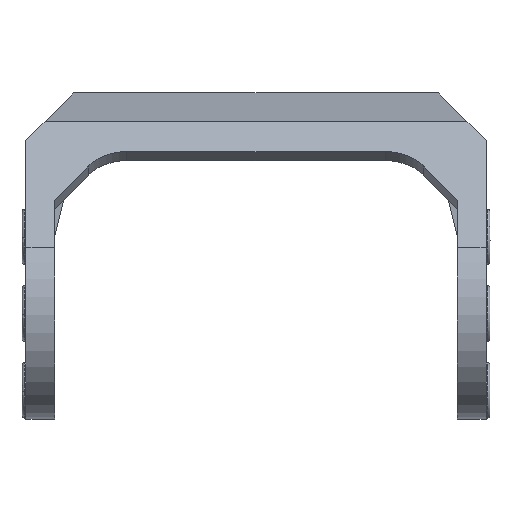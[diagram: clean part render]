
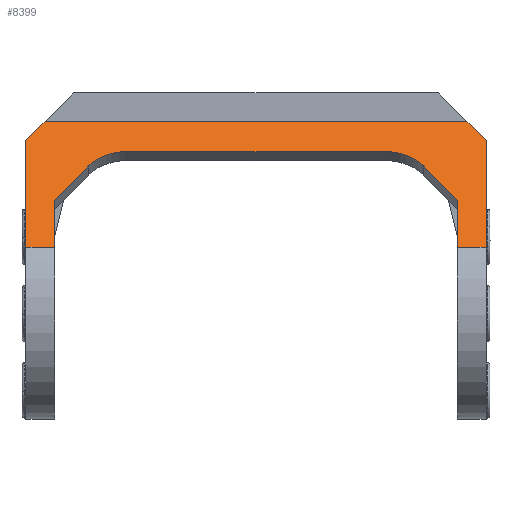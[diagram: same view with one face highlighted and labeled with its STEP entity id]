
A CAD part, front view. The second image highlights one B-rep face of the part: STEP entity #8399.
In plain terms, the highlighted planar face has unit normal (0, -0.778, 0.628).
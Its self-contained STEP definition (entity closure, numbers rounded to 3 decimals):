
#21 = EDGE_CURVE ( 'NONE', #4802, #11006, #12610, .T. ) ;
#508 = DIRECTION ( 'NONE',  ( -0.614, -0.495, -0.614 ) ) ;
#560 = VECTOR ( 'NONE', #14078, 1000. ) ;
#602 = EDGE_CURVE ( 'NONE', #12608, #10425, #8661, .T. ) ;
#854 = VECTOR ( 'NONE', #4968, 1000. ) ;
#917 = LINE ( 'NONE', #4102, #6557 ) ;
#950 = VERTEX_POINT ( 'NONE', #5539 ) ;
#1105 = EDGE_CURVE ( 'NONE', #10088, #12608, #3162, .T. ) ;
#1138 = DIRECTION ( 'NONE',  ( 1., 0., 0. ) ) ;
#1222 = CARTESIAN_POINT ( 'NONE',  ( -24., -0.511, 16.887 ) ) ;
#1333 = CARTESIAN_POINT ( 'NONE',  ( 13.496, -3.651, 12.995 ) ) ;
#1437 = DIRECTION ( 'NONE',  ( 1., 0., 0. ) ) ;
#1496 = CARTESIAN_POINT ( 'NONE',  ( -21., 2., 20. ) ) ;
#1550 = EDGE_CURVE ( 'NONE', #11548, #5936, #9630, .T. ) ;
#1601 = CARTESIAN_POINT ( 'NONE',  ( -22., 2., 20. ) ) ;
#1611 = DIRECTION ( 'NONE',  ( 0., 0.778, -0.628 ) ) ;
#1688 = ORIENTED_EDGE ( 'NONE', *, *, #14000, .T. ) ;
#1693 = ORIENTED_EDGE ( 'NONE', *, *, #2688, .T. ) ;
#1796 = PLANE ( 'NONE',  #11988 ) ;
#1983 = CARTESIAN_POINT ( 'NONE',  ( -21., -4.592, 11.827 ) ) ;
#2015 = DIRECTION ( 'NONE',  ( 0., -0.628, -0.778 ) ) ;
#2186 = ORIENTED_EDGE ( 'NONE', *, *, #1550, .T. ) ;
#2450 = ORIENTED_EDGE ( 'NONE', *, *, #12488, .T. ) ;
#2494 = VECTOR ( 'NONE', #8058, 1000. ) ;
#2688 = EDGE_CURVE ( 'NONE', #3663, #950, #7983, .T. ) ;
#2859 = ORIENTED_EDGE ( 'NONE', *, *, #11833, .T. ) ;
#3155 = CARTESIAN_POINT ( 'NONE',  ( 24., 2., 20. ) ) ;
#3162 = LINE ( 'NONE', #13003, #8855 ) ;
#3173 = DIRECTION ( 'NONE',  ( 0., -0.628, -0.778 ) ) ;
#3370 = VECTOR ( 'NONE', #1437, 1000. ) ;
#3533 = CARTESIAN_POINT ( 'NONE',  ( -24., 0.387, 18. ) ) ;
#3578 = CARTESIAN_POINT ( 'NONE',  ( -13.496, -0.511, 16.887 ) ) ;
#3663 = VERTEX_POINT ( 'NONE', #1983 ) ;
#3687 = LINE ( 'NONE', #1222, #3370 ) ;
#3710 = CARTESIAN_POINT ( 'NONE',  ( -13.496, -3.651, 12.995 ) ) ;
#3736 = LINE ( 'NONE', #1496, #854 ) ;
#3828 = EDGE_CURVE ( 'NONE', #7089, #6896, #4517, .T. ) ;
#4102 = CARTESIAN_POINT ( 'NONE',  ( -24., 2., 20. ) ) ;
#4186 = DIRECTION ( 'NONE',  ( 0., -0.778, 0.628 ) ) ;
#4221 = ORIENTED_EDGE ( 'NONE', *, *, #12385, .F. ) ;
#4517 = LINE ( 'NONE', #8918, #2494 ) ;
#4524 = VECTOR ( 'NONE', #1138, 1000. ) ;
#4539 = CARTESIAN_POINT ( 'NONE',  ( -24., 2., 20. ) ) ;
#4802 = VERTEX_POINT ( 'NONE', #9156 ) ;
#4948 = AXIS2_PLACEMENT_3D ( 'NONE', #3710, #1611, #10428 ) ;
#4968 = DIRECTION ( 'NONE',  ( 0., 0.628, 0.778 ) ) ;
#5335 = DIRECTION ( 'NONE',  ( 0., -0.628, -0.778 ) ) ;
#5499 = ORIENTED_EDGE ( 'NONE', *, *, #10473, .T. ) ;
#5539 = CARTESIAN_POINT ( 'NONE',  ( -17.442, -1.722, 15.385 ) ) ;
#5753 = DIRECTION ( 'NONE',  ( 0., 0.778, -0.628 ) ) ;
#5759 = CARTESIAN_POINT ( 'NONE',  ( 17.442, -1.722, 15.385 ) ) ;
#5819 = DIRECTION ( 'NONE',  ( 0., -0.628, -0.778 ) ) ;
#5936 = VERTEX_POINT ( 'NONE', #11922 ) ;
#6207 = AXIS2_PLACEMENT_3D ( 'NONE', #1333, #5753, #5819 ) ;
#6332 = DIRECTION ( 'NONE',  ( 0., 0.628, 0.778 ) ) ;
#6451 = CIRCLE ( 'NONE', #6207, 5. ) ;
#6557 = VECTOR ( 'NONE', #5335, 1000. ) ;
#6896 = VERTEX_POINT ( 'NONE', #13317 ) ;
#7019 = CIRCLE ( 'NONE', #4948, 5. ) ;
#7089 = VERTEX_POINT ( 'NONE', #9374 ) ;
#7324 = ORIENTED_EDGE ( 'NONE', *, *, #9915, .T. ) ;
#7373 = EDGE_CURVE ( 'NONE', #12760, #7089, #11829, .T. ) ;
#7570 = CARTESIAN_POINT ( 'NONE',  ( 21., -4.592, 11.827 ) ) ;
#7615 = VERTEX_POINT ( 'NONE', #3578 ) ;
#7983 = LINE ( 'NONE', #12329, #14074 ) ;
#8058 = DIRECTION ( 'NONE',  ( -0.614, 0.495, 0.614 ) ) ;
#8399 = ADVANCED_FACE ( 'NONE', ( #9520 ), #1796, .T. ) ;
#8661 = LINE ( 'NONE', #13096, #11381 ) ;
#8685 = ORIENTED_EDGE ( 'NONE', *, *, #7373, .T. ) ;
#8855 = VECTOR ( 'NONE', #12933, 1000. ) ;
#8895 = VECTOR ( 'NONE', #10854, 1000. ) ;
#8918 = CARTESIAN_POINT ( 'NONE',  ( 24., 0.387, 18. ) ) ;
#9111 = CARTESIAN_POINT ( 'NONE',  ( -24., -8.562, 6.906 ) ) ;
#9156 = CARTESIAN_POINT ( 'NONE',  ( -22., 2., 20. ) ) ;
#9261 = CARTESIAN_POINT ( 'NONE',  ( 21., -8.562, 6.906 ) ) ;
#9374 = CARTESIAN_POINT ( 'NONE',  ( 24., 0.387, 18. ) ) ;
#9520 = FACE_OUTER_BOUND ( 'NONE', #10732, .T. ) ;
#9630 = LINE ( 'NONE', #13131, #560 ) ;
#9721 = CARTESIAN_POINT ( 'NONE',  ( 13.496, -0.511, 16.887 ) ) ;
#9865 = CARTESIAN_POINT ( 'NONE',  ( 24., -8.562, 6.906 ) ) ;
#9915 = EDGE_CURVE ( 'NONE', #11006, #11548, #917, .T. ) ;
#10088 = VERTEX_POINT ( 'NONE', #5759 ) ;
#10194 = ORIENTED_EDGE ( 'NONE', *, *, #11967, .T. ) ;
#10399 = VECTOR ( 'NONE', #6332, 1000. ) ;
#10425 = VERTEX_POINT ( 'NONE', #9261 ) ;
#10428 = DIRECTION ( 'NONE',  ( 0., -0.628, -0.778 ) ) ;
#10473 = EDGE_CURVE ( 'NONE', #950, #7615, #7019, .T. ) ;
#10513 = VECTOR ( 'NONE', #508, 1000. ) ;
#10732 = EDGE_LOOP ( 'NONE', ( #5499, #10194, #1688, #11485, #11265, #2859, #8685, #13196, #4221, #13924, #7324, #2186, #2450, #1693 ) ) ;
#10854 = DIRECTION ( 'NONE',  ( 1., 0., 0. ) ) ;
#10923 = LINE ( 'NONE', #13113, #8895 ) ;
#11006 = VERTEX_POINT ( 'NONE', #3533 ) ;
#11052 = LINE ( 'NONE', #4539, #4524 ) ;
#11265 = ORIENTED_EDGE ( 'NONE', *, *, #602, .T. ) ;
#11381 = VECTOR ( 'NONE', #3173, 1000. ) ;
#11485 = ORIENTED_EDGE ( 'NONE', *, *, #1105, .T. ) ;
#11548 = VERTEX_POINT ( 'NONE', #9111 ) ;
#11829 = LINE ( 'NONE', #3155, #10399 ) ;
#11833 = EDGE_CURVE ( 'NONE', #10425, #12760, #10923, .T. ) ;
#11922 = CARTESIAN_POINT ( 'NONE',  ( -21., -8.562, 6.906 ) ) ;
#11967 = EDGE_CURVE ( 'NONE', #7615, #13885, #3687, .T. ) ;
#11988 = AXIS2_PLACEMENT_3D ( 'NONE', #13019, #4186, #2015 ) ;
#12329 = CARTESIAN_POINT ( 'NONE',  ( -21., -4.592, 11.827 ) ) ;
#12385 = EDGE_CURVE ( 'NONE', #4802, #6896, #11052, .T. ) ;
#12405 = DIRECTION ( 'NONE',  ( 0.614, 0.495, 0.614 ) ) ;
#12488 = EDGE_CURVE ( 'NONE', #5936, #3663, #3736, .T. ) ;
#12608 = VERTEX_POINT ( 'NONE', #7570 ) ;
#12610 = LINE ( 'NONE', #1601, #10513 ) ;
#12760 = VERTEX_POINT ( 'NONE', #9865 ) ;
#12933 = DIRECTION ( 'NONE',  ( 0.614, -0.495, -0.614 ) ) ;
#13003 = CARTESIAN_POINT ( 'NONE',  ( 17.442, -1.722, 15.385 ) ) ;
#13019 = CARTESIAN_POINT ( 'NONE',  ( -24., 2., 20. ) ) ;
#13096 = CARTESIAN_POINT ( 'NONE',  ( 21., 2., 20. ) ) ;
#13113 = CARTESIAN_POINT ( 'NONE',  ( -24., -8.562, 6.906 ) ) ;
#13131 = CARTESIAN_POINT ( 'NONE',  ( -24., -8.562, 6.906 ) ) ;
#13196 = ORIENTED_EDGE ( 'NONE', *, *, #3828, .T. ) ;
#13317 = CARTESIAN_POINT ( 'NONE',  ( 22., 2., 20. ) ) ;
#13885 = VERTEX_POINT ( 'NONE', #9721 ) ;
#13924 = ORIENTED_EDGE ( 'NONE', *, *, #21, .T. ) ;
#14000 = EDGE_CURVE ( 'NONE', #13885, #10088, #6451, .T. ) ;
#14074 = VECTOR ( 'NONE', #12405, 1000. ) ;
#14078 = DIRECTION ( 'NONE',  ( 1., 0., 0. ) ) ;
